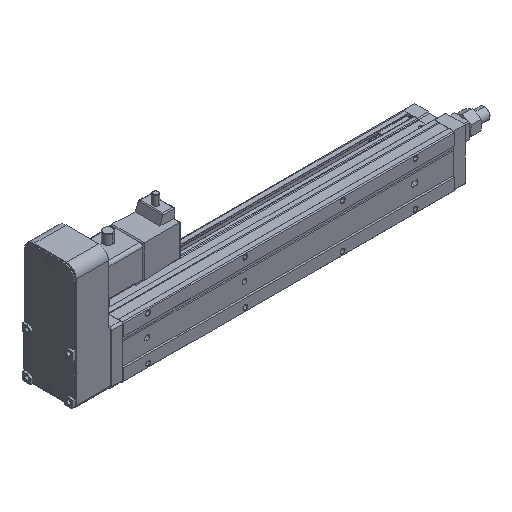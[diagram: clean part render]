
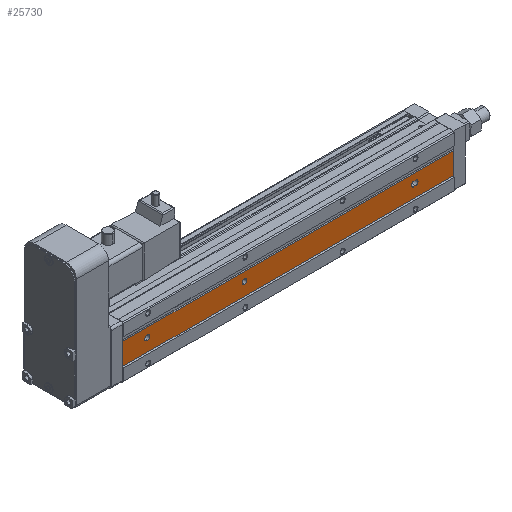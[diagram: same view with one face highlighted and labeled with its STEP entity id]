
A CAD part, isometric view. The second image highlights one B-rep face of the part: STEP entity #25730.
In plain terms, the highlighted planar face has unit normal (0, -1, 0).
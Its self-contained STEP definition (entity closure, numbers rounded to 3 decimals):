
#176 = VERTEX_POINT ( 'NONE', #467 ) ;
#467 = CARTESIAN_POINT ( 'NONE',  ( 25., 1., -2.5 ) ) ;
#631 = ORIENTED_EDGE ( 'NONE', *, *, #4957, .F. ) ;
#960 = CARTESIAN_POINT ( 'NONE',  ( 340., 1., -2.5 ) ) ;
#996 = CARTESIAN_POINT ( 'NONE',  ( 0., 1., 9.286 ) ) ;
#1148 = EDGE_CURVE ( 'NONE', #11887, #15142, #23218, .T. ) ;
#1152 = LINE ( 'NONE', #9197, #19542 ) ;
#1157 = CARTESIAN_POINT ( 'NONE',  ( 340., 1., 2.5 ) ) ;
#1419 = DIRECTION ( 'NONE',  ( -1., 0., 0. ) ) ;
#1465 = VERTEX_POINT ( 'NONE', #22545 ) ;
#1528 = EDGE_CURVE ( 'NONE', #15142, #6871, #9250, .T. ) ;
#1566 = CARTESIAN_POINT ( 'NONE',  ( 25., 1., 0. ) ) ;
#1748 = DIRECTION ( 'NONE',  ( -1., 0., 0. ) ) ;
#2137 = VERTEX_POINT ( 'NONE', #15230 ) ;
#2514 = DIRECTION ( 'NONE',  ( 0., 0., -1. ) ) ;
#2547 = CARTESIAN_POINT ( 'NONE',  ( 299., 1., 0. ) ) ;
#2567 = DIRECTION ( 'NONE',  ( 0., 0., 1. ) ) ;
#2830 = CARTESIAN_POINT ( 'NONE',  ( 340., 1., -13. ) ) ;
#3002 = FACE_BOUND ( 'NONE', #17568, .T. ) ;
#3131 = PLANE ( 'NONE',  #22520 ) ;
#3220 = DIRECTION ( 'NONE',  ( 0., -1., 0. ) ) ;
#3685 = EDGE_CURVE ( 'NONE', #12254, #16746, #1152, .T. ) ;
#3689 = AXIS2_PLACEMENT_3D ( 'NONE', #2547, #20225, #14647 ) ;
#3830 = ORIENTED_EDGE ( 'NONE', *, *, #21074, .F. ) ;
#3899 = DIRECTION ( 'NONE',  ( 0., -1., 0. ) ) ;
#4641 = EDGE_CURVE ( 'NONE', #1465, #176, #19758, .T. ) ;
#4703 = CIRCLE ( 'NONE', #19641, 2.5 ) ;
#4957 = EDGE_CURVE ( 'NONE', #14430, #11887, #24972, .T. ) ;
#5072 = DIRECTION ( 'NONE',  ( 1., 0., 0. ) ) ;
#5497 = LINE ( 'NONE', #5606, #14916 ) ;
#5606 = CARTESIAN_POINT ( 'NONE',  ( 340., 1., 9.286 ) ) ;
#5993 = EDGE_LOOP ( 'NONE', ( #21902, #3830, #21623, #20544 ) ) ;
#6087 = CARTESIAN_POINT ( 'NONE',  ( 301., 1., -2.5 ) ) ;
#6138 = LINE ( 'NONE', #20195, #23608 ) ;
#6329 = DIRECTION ( 'NONE',  ( 0., 0., 1. ) ) ;
#6584 = CARTESIAN_POINT ( 'NONE',  ( 125., 1., 0. ) ) ;
#6871 = VERTEX_POINT ( 'NONE', #6087 ) ;
#8450 = CARTESIAN_POINT ( 'NONE',  ( 0., 1., -13. ) ) ;
#9005 = CARTESIAN_POINT ( 'NONE',  ( 301., 1., 2.5 ) ) ;
#9014 = CARTESIAN_POINT ( 'NONE',  ( 25., 1., 0. ) ) ;
#9197 = CARTESIAN_POINT ( 'NONE',  ( 340., 1., 9.286 ) ) ;
#9250 = LINE ( 'NONE', #960, #11172 ) ;
#9384 = DIRECTION ( 'NONE',  ( 0., -1., 0. ) ) ;
#9979 = CIRCLE ( 'NONE', #15813, 2.5 ) ;
#10014 = EDGE_LOOP ( 'NONE', ( #14812, #11646 ) ) ;
#10501 = AXIS2_PLACEMENT_3D ( 'NONE', #6584, #16627, #6329 ) ;
#11172 = VECTOR ( 'NONE', #16953, 1000. ) ;
#11646 = ORIENTED_EDGE ( 'NONE', *, *, #12765, .F. ) ;
#11691 = EDGE_CURVE ( 'NONE', #6871, #14430, #16544, .T. ) ;
#11839 = AXIS2_PLACEMENT_3D ( 'NONE', #1566, #3899, #21719 ) ;
#11887 = VERTEX_POINT ( 'NONE', #13723 ) ;
#11903 = EDGE_LOOP ( 'NONE', ( #12002, #21385 ) ) ;
#12002 = ORIENTED_EDGE ( 'NONE', *, *, #24938, .F. ) ;
#12254 = VERTEX_POINT ( 'NONE', #13793 ) ;
#12765 = EDGE_CURVE ( 'NONE', #13922, #2137, #23805, .T. ) ;
#13311 = DIRECTION ( 'NONE',  ( 0., 0., 1. ) ) ;
#13528 = DIRECTION ( 'NONE',  ( -1., 0., 0. ) ) ;
#13723 = CARTESIAN_POINT ( 'NONE',  ( 299., 1., 2.5 ) ) ;
#13793 = CARTESIAN_POINT ( 'NONE',  ( 340., 1., 9.286 ) ) ;
#13922 = VERTEX_POINT ( 'NONE', #23895 ) ;
#14404 = CARTESIAN_POINT ( 'NONE',  ( 125., 1., 0. ) ) ;
#14430 = VERTEX_POINT ( 'NONE', #9005 ) ;
#14647 = DIRECTION ( 'NONE',  ( 0., 0., 1. ) ) ;
#14807 = DIRECTION ( 'NONE',  ( 0., 0., -1. ) ) ;
#14812 = ORIENTED_EDGE ( 'NONE', *, *, #16698, .F. ) ;
#14916 = VECTOR ( 'NONE', #13528, 1000. ) ;
#15142 = VERTEX_POINT ( 'NONE', #22116 ) ;
#15230 = CARTESIAN_POINT ( 'NONE',  ( 125., 1., -2.5 ) ) ;
#15813 = AXIS2_PLACEMENT_3D ( 'NONE', #14404, #22335, #2567 ) ;
#16382 = ORIENTED_EDGE ( 'NONE', *, *, #1148, .F. ) ;
#16544 = CIRCLE ( 'NONE', #19857, 2.5 ) ;
#16627 = DIRECTION ( 'NONE',  ( 0., -1., 0. ) ) ;
#16698 = EDGE_CURVE ( 'NONE', #2137, #13922, #9979, .T. ) ;
#16746 = VERTEX_POINT ( 'NONE', #2830 ) ;
#16786 = FACE_BOUND ( 'NONE', #10014, .T. ) ;
#16953 = DIRECTION ( 'NONE',  ( 1., 0., 0. ) ) ;
#17568 = EDGE_LOOP ( 'NONE', ( #24680, #16382, #631, #24369 ) ) ;
#19087 = DIRECTION ( 'NONE',  ( 0., 0., 1. ) ) ;
#19542 = VECTOR ( 'NONE', #14807, 1000. ) ;
#19641 = AXIS2_PLACEMENT_3D ( 'NONE', #9014, #9384, #13311 ) ;
#19758 = CIRCLE ( 'NONE', #11839, 2.5 ) ;
#19857 = AXIS2_PLACEMENT_3D ( 'NONE', #21157, #3220, #19087 ) ;
#20195 = CARTESIAN_POINT ( 'NONE',  ( 0., 1., 9.286 ) ) ;
#20225 = DIRECTION ( 'NONE',  ( 0., -1., 0. ) ) ;
#20544 = ORIENTED_EDGE ( 'NONE', *, *, #21543, .T. ) ;
#20942 = FACE_OUTER_BOUND ( 'NONE', #5993, .T. ) ;
#21074 = EDGE_CURVE ( 'NONE', #16746, #22982, #25169, .T. ) ;
#21157 = CARTESIAN_POINT ( 'NONE',  ( 301., 1., 0. ) ) ;
#21234 = EDGE_CURVE ( 'NONE', #22197, #22982, #6138, .T. ) ;
#21272 = CARTESIAN_POINT ( 'NONE',  ( 340., 1., -13. ) ) ;
#21385 = ORIENTED_EDGE ( 'NONE', *, *, #4641, .F. ) ;
#21531 = VECTOR ( 'NONE', #1748, 1000. ) ;
#21543 = EDGE_CURVE ( 'NONE', #12254, #22197, #5497, .T. ) ;
#21623 = ORIENTED_EDGE ( 'NONE', *, *, #3685, .F. ) ;
#21719 = DIRECTION ( 'NONE',  ( 0., 0., 1. ) ) ;
#21902 = ORIENTED_EDGE ( 'NONE', *, *, #21234, .T. ) ;
#22116 = CARTESIAN_POINT ( 'NONE',  ( 299., 1., -2.5 ) ) ;
#22197 = VERTEX_POINT ( 'NONE', #996 ) ;
#22335 = DIRECTION ( 'NONE',  ( 0., -1., 0. ) ) ;
#22520 = AXIS2_PLACEMENT_3D ( 'NONE', #24844, #24717, #5072 ) ;
#22545 = CARTESIAN_POINT ( 'NONE',  ( 25., 1., 2.5 ) ) ;
#22689 = VECTOR ( 'NONE', #1419, 1000. ) ;
#22899 = FACE_BOUND ( 'NONE', #11903, .T. ) ;
#22982 = VERTEX_POINT ( 'NONE', #8450 ) ;
#23218 = CIRCLE ( 'NONE', #3689, 2.5 ) ;
#23608 = VECTOR ( 'NONE', #2514, 1000. ) ;
#23805 = CIRCLE ( 'NONE', #10501, 2.5 ) ;
#23895 = CARTESIAN_POINT ( 'NONE',  ( 125., 1., 2.5 ) ) ;
#24369 = ORIENTED_EDGE ( 'NONE', *, *, #11691, .F. ) ;
#24680 = ORIENTED_EDGE ( 'NONE', *, *, #1528, .F. ) ;
#24717 = DIRECTION ( 'NONE',  ( 0., 1., 0. ) ) ;
#24844 = CARTESIAN_POINT ( 'NONE',  ( 340., 1., 9.286 ) ) ;
#24938 = EDGE_CURVE ( 'NONE', #176, #1465, #4703, .T. ) ;
#24972 = LINE ( 'NONE', #1157, #22689 ) ;
#25169 = LINE ( 'NONE', #21272, #21531 ) ;
#25730 = ADVANCED_FACE ( 'NONE', ( #20942, #3002, #22899, #16786 ), #3131, .F. ) ;
